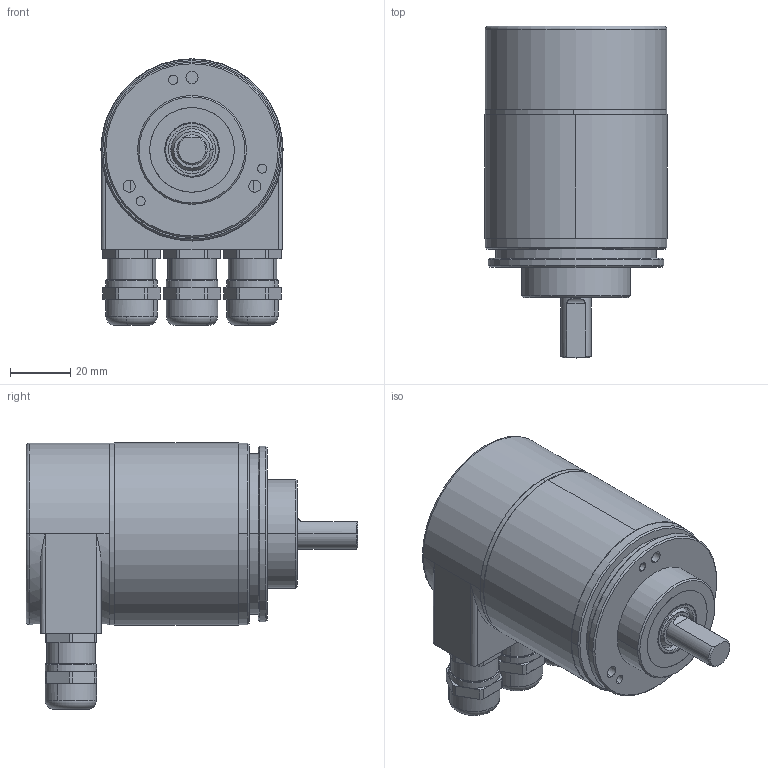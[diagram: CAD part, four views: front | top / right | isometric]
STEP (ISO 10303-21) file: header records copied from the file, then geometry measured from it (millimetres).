
FILE_DESCRIPTION (( 'STEP AP214' ), '1' );
FILE_NAME ('OCD-DPC1B-1212-C10V-H3P.STEP', '2020-07-30T07:12:54', ( '' ), ( '' ), 'SwSTEP 2.0', 'SolidWorks 2019', '' );
FILE_SCHEMA (( 'AUTOMOTIVE_DESIGN' ));
Length unit declared in the file: millimetre
Products named in the file (1): OCD-DPC1B-1212-C10V-H3P
Bounding box: 60.3 x 109.75 x 88.15 mm (x, y, z)
Surface area: 34916.2 mm2 (no closed solid volume)
Topology: 0 solids, 13 shells, 261 faces, 673 edges, 434 vertices
Faces by surface type: cylinder 98, plane 80, cone 69, torus 14
Entity records: 11114 total; most frequent: CARTESIAN_POINT 1831, DIRECTION 1434, ORIENTED_EDGE 1214, EDGE_CURVE 673, AXIS2_PLACEMENT_3D 595, VERTEX_POINT 434, CIRCLE 333, EDGE_LOOP 296
